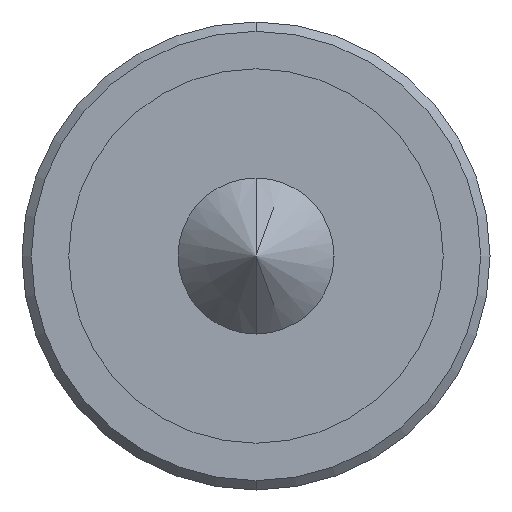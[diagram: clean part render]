
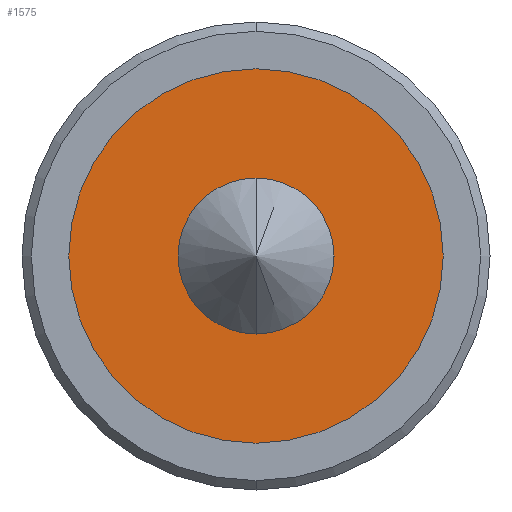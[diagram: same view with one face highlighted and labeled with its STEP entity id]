
A CAD part, front view. The second image highlights one B-rep face of the part: STEP entity #1575.
In plain terms, the highlighted planar face has unit normal (0, -1, 0).
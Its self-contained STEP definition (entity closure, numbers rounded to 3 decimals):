
#164 = EDGE_LOOP ( 'NONE', ( #269, #259 ) ) ;
#208 = EDGE_LOOP ( 'NONE', ( #249, #271 ) ) ;
#249 = ORIENTED_EDGE ( 'NONE', *, *, #1289, .T. ) ;
#259 = ORIENTED_EDGE ( 'NONE', *, *, #1293, .F. ) ;
#269 = ORIENTED_EDGE ( 'NONE', *, *, #1297, .F. ) ;
#271 = ORIENTED_EDGE ( 'NONE', *, *, #1567, .T. ) ;
#472 = CARTESIAN_POINT ( 'NONE',  ( 0., -0.5, 0. ) ) ;
#473 = DIRECTION ( 'NONE',  ( 0., 1., 0. ) ) ;
#474 = DIRECTION ( 'NONE',  ( 0., 0., 1. ) ) ;
#496 = PLANE ( 'NONE',  #1051 ) ;
#497 = CARTESIAN_POINT ( 'NONE',  ( 0., -0.5, 0. ) ) ;
#498 = DIRECTION ( 'NONE',  ( 0., 1., 0. ) ) ;
#499 = DIRECTION ( 'NONE',  ( 0., 0., 1. ) ) ;
#597 = CARTESIAN_POINT ( 'NONE',  ( 0., -0.5, -6. ) ) ;
#882 = DIRECTION ( 'NONE',  ( 0., 0., 1. ) ) ;
#883 = CARTESIAN_POINT ( 'NONE',  ( 0., -0.5, 0. ) ) ;
#886 = DIRECTION ( 'NONE',  ( 0., 1., 0. ) ) ;
#897 = CARTESIAN_POINT ( 'NONE',  ( 0., -0.5, 0. ) ) ;
#898 = DIRECTION ( 'NONE',  ( 0., 1., 0. ) ) ;
#900 = DIRECTION ( 'NONE',  ( 0., 0., 1. ) ) ;
#901 = DIRECTION ( 'NONE',  ( 0., 1., 0. ) ) ;
#902 = CARTESIAN_POINT ( 'NONE',  ( 0., -0.5, 0. ) ) ;
#910 = DIRECTION ( 'NONE',  ( 0., 0., 1. ) ) ;
#928 = VERTEX_POINT ( 'NONE', #1346 ) ;
#942 = VERTEX_POINT ( 'NONE', #1435 ) ;
#946 = VERTEX_POINT ( 'NONE', #1361 ) ;
#990 = FACE_BOUND ( 'NONE', #208, .T. ) ;
#1032 = AXIS2_PLACEMENT_3D ( 'NONE', #883, #898, #882 ) ;
#1038 = AXIS2_PLACEMENT_3D ( 'NONE', #902, #901, #900 ) ;
#1051 = AXIS2_PLACEMENT_3D ( 'NONE', #497, #498, #499 ) ;
#1092 = AXIS2_PLACEMENT_3D ( 'NONE', #897, #886, #910 ) ;
#1134 = AXIS2_PLACEMENT_3D ( 'NONE', #472, #473, #474 ) ;
#1144 = FACE_OUTER_BOUND ( 'NONE', #164, .T. ) ;
#1214 = CIRCLE ( 'NONE', #1134, 2.5 ) ;
#1249 = CIRCLE ( 'NONE', #1038, 6. ) ;
#1252 = CIRCLE ( 'NONE', #1092, 6. ) ;
#1258 = CIRCLE ( 'NONE', #1032, 2.5 ) ;
#1289 = EDGE_CURVE ( 'NONE', #942, #946, #1258, .T. ) ;
#1293 = EDGE_CURVE ( 'NONE', #928, #1613, #1252, .T. ) ;
#1297 = EDGE_CURVE ( 'NONE', #1613, #928, #1249, .T. ) ;
#1346 = CARTESIAN_POINT ( 'NONE',  ( 0., -0.5, 6. ) ) ;
#1361 = CARTESIAN_POINT ( 'NONE',  ( 0., -0.5, 2.5 ) ) ;
#1435 = CARTESIAN_POINT ( 'NONE',  ( 0., -0.5, -2.5 ) ) ;
#1567 = EDGE_CURVE ( 'NONE', #946, #942, #1214, .T. ) ;
#1575 = ADVANCED_FACE ( 'NONE', ( #1144, #990 ), #496, .F. ) ;
#1613 = VERTEX_POINT ( 'NONE', #597 ) ;
